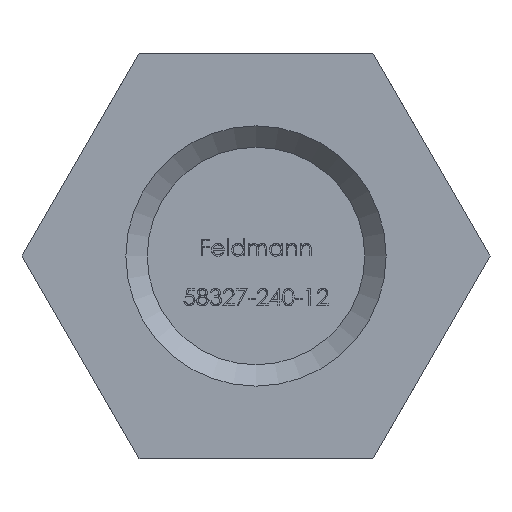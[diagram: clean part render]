
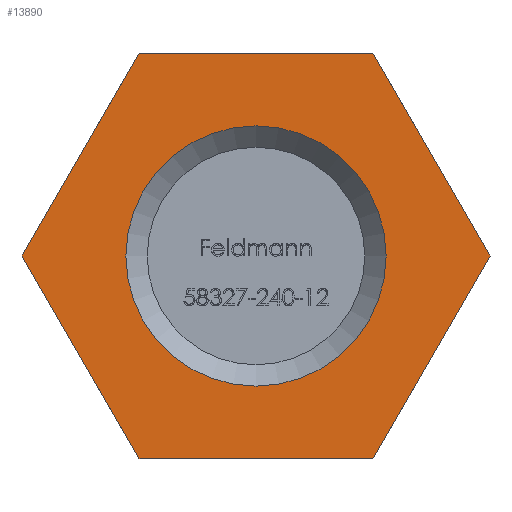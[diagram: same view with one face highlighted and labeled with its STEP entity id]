
A CAD part, front view. The second image highlights one B-rep face of the part: STEP entity #13890.
In plain terms, the highlighted planar face has unit normal (0, -1, 0).
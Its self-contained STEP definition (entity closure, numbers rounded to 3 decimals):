
#230 = VERTEX_POINT ( 'NONE', #11420 ) ;
#239 = LINE ( 'NONE', #3956, #411 ) ;
#268 = EDGE_LOOP ( 'NONE', ( #4846 ) ) ;
#411 = VECTOR ( 'NONE', #1846, 1000. ) ;
#544 = DIRECTION ( 'NONE',  ( 1., 0., 0. ) ) ;
#676 = ORIENTED_EDGE ( 'NONE', *, *, #10040, .F. ) ;
#1037 = DIRECTION ( 'NONE',  ( -1., 0., 0. ) ) ;
#1660 = VECTOR ( 'NONE', #5615, 1000. ) ;
#1788 = CARTESIAN_POINT ( 'NONE',  ( -5.485, 0., -9.5 ) ) ;
#1811 = VECTOR ( 'NONE', #3167, 1000. ) ;
#1846 = DIRECTION ( 'NONE',  ( 0.5, 0., 0.866 ) ) ;
#2161 = ORIENTED_EDGE ( 'NONE', *, *, #6622, .F. ) ;
#3078 = VECTOR ( 'NONE', #9433, 1000. ) ;
#3167 = DIRECTION ( 'NONE',  ( -0.5, 0., -0.866 ) ) ;
#3245 = CARTESIAN_POINT ( 'NONE',  ( 5.485, 0., -9.5 ) ) ;
#3586 = VECTOR ( 'NONE', #544, 1000. ) ;
#3956 = CARTESIAN_POINT ( 'NONE',  ( -10.97, 0., 0. ) ) ;
#3994 = EDGE_CURVE ( 'NONE', #11292, #7755, #12686, .T. ) ;
#4256 = CARTESIAN_POINT ( 'NONE',  ( 10.97, 0., 0. ) ) ;
#4497 = VERTEX_POINT ( 'NONE', #7786 ) ;
#4708 = EDGE_CURVE ( 'NONE', #7755, #230, #14212, .T. ) ;
#4846 = ORIENTED_EDGE ( 'NONE', *, *, #5870, .T. ) ;
#5427 = DIRECTION ( 'NONE',  ( 0., 0., 1. ) ) ;
#5615 = DIRECTION ( 'NONE',  ( 0.5, 0., -0.866 ) ) ;
#5649 = VERTEX_POINT ( 'NONE', #4256 ) ;
#5870 = EDGE_CURVE ( 'NONE', #9286, #9286, #10007, .T. ) ;
#6445 = CARTESIAN_POINT ( 'NONE',  ( 10.97, 0., 0. ) ) ;
#6464 = DIRECTION ( 'NONE',  ( 0., 1., 0. ) ) ;
#6596 = DIRECTION ( 'NONE',  ( 0., 0., 1. ) ) ;
#6622 = EDGE_CURVE ( 'NONE', #10797, #5649, #10697, .T. ) ;
#6757 = VECTOR ( 'NONE', #1037, 1000. ) ;
#6863 = FACE_OUTER_BOUND ( 'NONE', #9502, .T. ) ;
#7145 = AXIS2_PLACEMENT_3D ( 'NONE', #7699, #13161, #6596 ) ;
#7245 = ORIENTED_EDGE ( 'NONE', *, *, #4708, .F. ) ;
#7338 = ORIENTED_EDGE ( 'NONE', *, *, #3994, .F. ) ;
#7397 = LINE ( 'NONE', #6445, #1811 ) ;
#7699 = CARTESIAN_POINT ( 'NONE',  ( 0., 0., 0. ) ) ;
#7755 = VERTEX_POINT ( 'NONE', #1788 ) ;
#7786 = CARTESIAN_POINT ( 'NONE',  ( -5.485, 0., 9.5 ) ) ;
#7802 = EDGE_CURVE ( 'NONE', #230, #4497, #239, .T. ) ;
#7969 = CARTESIAN_POINT ( 'NONE',  ( 0., 0., 6.1 ) ) ;
#8695 = CARTESIAN_POINT ( 'NONE',  ( 5.485, 0., -9.5 ) ) ;
#9286 = VERTEX_POINT ( 'NONE', #7969 ) ;
#9337 = CARTESIAN_POINT ( 'NONE',  ( -5.485, 0., -9.5 ) ) ;
#9433 = DIRECTION ( 'NONE',  ( -0.5, 0., 0.866 ) ) ;
#9462 = AXIS2_PLACEMENT_3D ( 'NONE', #10979, #6464, #5427 ) ;
#9502 = EDGE_LOOP ( 'NONE', ( #2161, #676, #10223, #7245, #7338, #12290 ) ) ;
#9627 = CARTESIAN_POINT ( 'NONE',  ( -5.485, 0., 9.5 ) ) ;
#10007 = CIRCLE ( 'NONE', #7145, 6.1 ) ;
#10040 = EDGE_CURVE ( 'NONE', #4497, #10797, #12825, .T. ) ;
#10223 = ORIENTED_EDGE ( 'NONE', *, *, #7802, .F. ) ;
#10242 = CARTESIAN_POINT ( 'NONE',  ( 5.485, 0., 9.5 ) ) ;
#10697 = LINE ( 'NONE', #12244, #1660 ) ;
#10797 = VERTEX_POINT ( 'NONE', #10242 ) ;
#10979 = CARTESIAN_POINT ( 'NONE',  ( 0., 0., 0. ) ) ;
#11016 = PLANE ( 'NONE',  #9462 ) ;
#11292 = VERTEX_POINT ( 'NONE', #8695 ) ;
#11420 = CARTESIAN_POINT ( 'NONE',  ( -10.97, 0., 0. ) ) ;
#12244 = CARTESIAN_POINT ( 'NONE',  ( 5.485, 0., 9.5 ) ) ;
#12290 = ORIENTED_EDGE ( 'NONE', *, *, #13130, .F. ) ;
#12686 = LINE ( 'NONE', #3245, #6757 ) ;
#12825 = LINE ( 'NONE', #9627, #3586 ) ;
#13130 = EDGE_CURVE ( 'NONE', #5649, #11292, #7397, .T. ) ;
#13161 = DIRECTION ( 'NONE',  ( 0., 1., 0. ) ) ;
#13482 = FACE_BOUND ( 'NONE', #268, .T. ) ;
#13890 = ADVANCED_FACE ( 'NONE', ( #13482, #6863 ), #11016, .F. ) ;
#14212 = LINE ( 'NONE', #9337, #3078 ) ;
